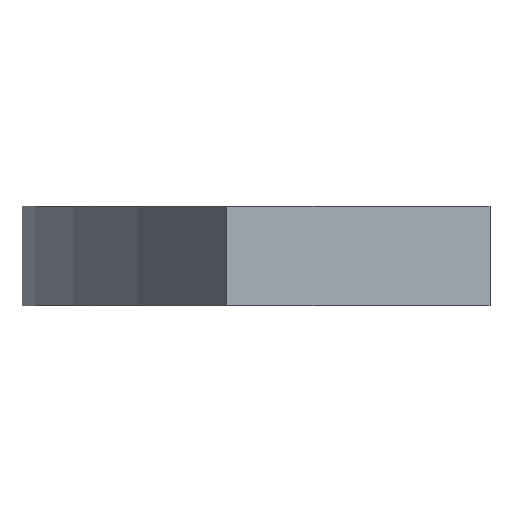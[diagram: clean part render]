
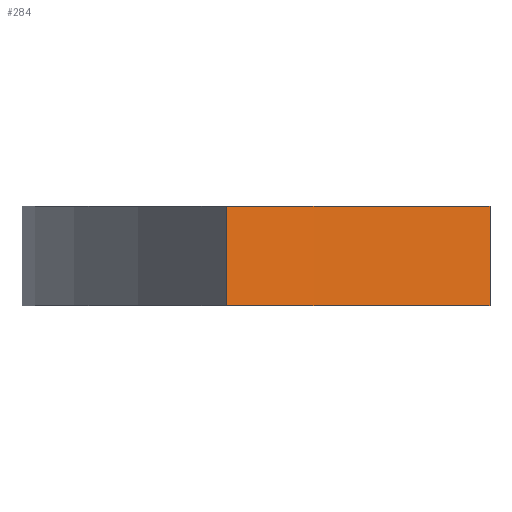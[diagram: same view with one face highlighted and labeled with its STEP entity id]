
A CAD part, front view. The second image highlights one B-rep face of the part: STEP entity #284.
In plain terms, the highlighted cylindrical face has radius 1599.24 mm (diameter 3198.49 mm), a partial arc.
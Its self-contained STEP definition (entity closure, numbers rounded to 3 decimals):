
#160=CARTESIAN_POINT('',(-338.602,-113.127,9.0));
#161=VERTEX_POINT('',#160);
#179=CARTESIAN_POINT('',(-338.602,-113.127,0.0));
#180=VERTEX_POINT('',#179);
#188=CARTESIAN_POINT('',(-338.602,-113.127,0.0));
#189=DIRECTION('',(0.0,0.0,1.0));
#190=VECTOR('',#189,9.0);
#191=LINE('',#188,#190);
#192=EDGE_CURVE('',#180,#161,#191,.T.);
#235=CARTESIAN_POINT('',(-314.824,-108.165,9.0));
#236=VERTEX_POINT('',#235);
#243=CARTESIAN_POINT('',(-314.824,-108.165,0.0));
#244=VERTEX_POINT('',#243);
#245=CARTESIAN_POINT('',(-314.824,-108.165,0.0));
#246=DIRECTION('',(0.0,0.0,1.0));
#247=VECTOR('',#246,9.0);
#248=LINE('',#245,#247);
#249=EDGE_CURVE('',#244,#236,#248,.T.);
#261=CARTESIAN_POINT('',(0.,-1676.115,0.0));
#262=DIRECTION('',(0.0,0.0,1.0));
#263=DIRECTION('',(0.197,-0.98,0.0));
#264=AXIS2_PLACEMENT_3D('',#261,#262,#263);
#265=CYLINDRICAL_SURFACE('',#264,1599.244);
#266=CARTESIAN_POINT('',(0.,-1676.115,9.0));
#267=DIRECTION('',(0.0,0.0,1.0));
#268=DIRECTION('',(0.197,-0.98,0.0));
#269=AXIS2_PLACEMENT_3D('',#266,#267,#268);
#270=CIRCLE('',#269,1599.244);
#271=EDGE_CURVE('',#236,#161,#270,.T.);
#272=ORIENTED_EDGE('',*,*,#271,.T.);
#273=ORIENTED_EDGE('',*,*,#192,.F.);
#274=CARTESIAN_POINT('',(0.,-1676.115,0.0));
#275=DIRECTION('',(0.0,0.0,-1.0));
#276=DIRECTION('',(0.197,-0.98,0.0));
#277=AXIS2_PLACEMENT_3D('',#274,#275,#276);
#278=CIRCLE('',#277,1599.244);
#279=EDGE_CURVE('',#180,#244,#278,.T.);
#280=ORIENTED_EDGE('',*,*,#279,.T.);
#281=ORIENTED_EDGE('',*,*,#249,.T.);
#282=EDGE_LOOP('',(#272,#273,#280,#281));
#283=FACE_OUTER_BOUND('',#282,.T.);
#284=ADVANCED_FACE('',(#283),#265,.F.);
